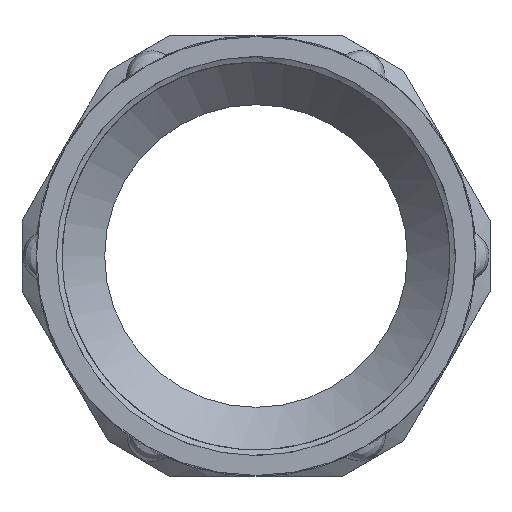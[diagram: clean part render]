
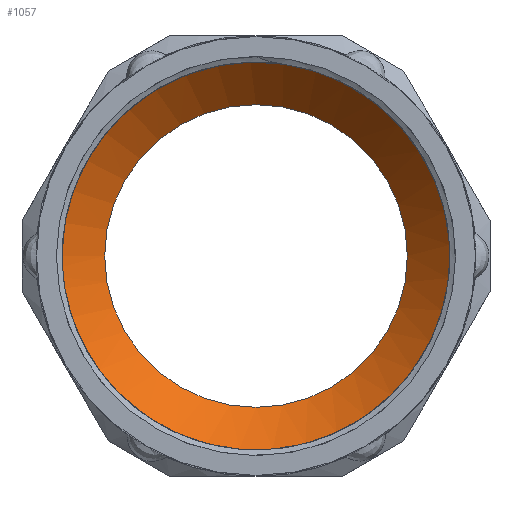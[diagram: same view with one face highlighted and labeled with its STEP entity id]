
A CAD part, left-side view. The second image highlights one B-rep face of the part: STEP entity #1057.
In plain terms, the highlighted conical face has half-angle 44.173 degrees and reference radius 23.5 mm.
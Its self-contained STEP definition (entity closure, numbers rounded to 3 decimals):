
#21=CONICAL_SURFACE('',#1164,23.5,44.173);
#233=FACE_BOUND('',#362,.T.);
#294=FACE_OUTER_BOUND('',#361,.T.);
#361=EDGE_LOOP('',(#984,#985));
#362=EDGE_LOOP('',(#986));
#375=CIRCLE('',#1083,26.4);
#377=CIRCLE('',#1088,26.4);
#418=CIRCLE('',#1163,20.6);
#440=VERTEX_POINT('',#3471);
#443=VERTEX_POINT('',#3875);
#527=VERTEX_POINT('',#6686);
#559=EDGE_CURVE('',#443,#440,#375,.T.);
#565=EDGE_CURVE('',#440,#443,#377,.T.);
#684=EDGE_CURVE('',#527,#527,#418,.T.);
#984=ORIENTED_EDGE('',*,*,#565,.F.);
#985=ORIENTED_EDGE('',*,*,#559,.F.);
#986=ORIENTED_EDGE('',*,*,#684,.T.);
#1057=ADVANCED_FACE('',(#294,#233),#21,.F.);
#1083=AXIS2_PLACEMENT_3D('',#4065,#1206,#1207);
#1088=AXIS2_PLACEMENT_3D('',#5393,#1218,#1219);
#1163=AXIS2_PLACEMENT_3D('',#6687,#1404,#1405);
#1164=AXIS2_PLACEMENT_3D('',#6688,#1406,#1407);
#1206=DIRECTION('center_axis',(1.,0.,0.));
#1207=DIRECTION('ref_axis',(0.,0.,-1.));
#1218=DIRECTION('center_axis',(1.,0.,0.));
#1219=DIRECTION('ref_axis',(0.,0.,-1.));
#1404=DIRECTION('center_axis',(1.,0.,0.));
#1405=DIRECTION('ref_axis',(0.,0.,-1.));
#1406=DIRECTION('center_axis',(-1.,0.,0.));
#1407=DIRECTION('ref_axis',(0.,1.,0.));
#3471=CARTESIAN_POINT('',(-15.97,26.03,-4.403));
#3875=CARTESIAN_POINT('',(-15.97,21.358,-15.518));
#4065=CARTESIAN_POINT('Origin',(-15.97,0.,0.));
#5393=CARTESIAN_POINT('Origin',(-15.97,0.,0.));
#6686=CARTESIAN_POINT('',(-10.,20.6,0.));
#6687=CARTESIAN_POINT('Origin',(-10.,0.,0.));
#6688=CARTESIAN_POINT('Origin',(-12.985,0.,0.));
